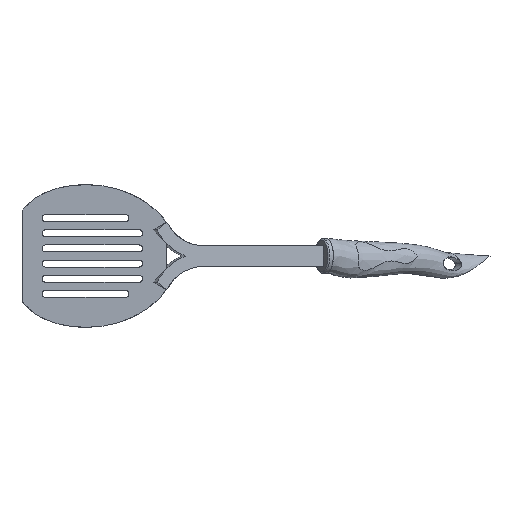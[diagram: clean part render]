
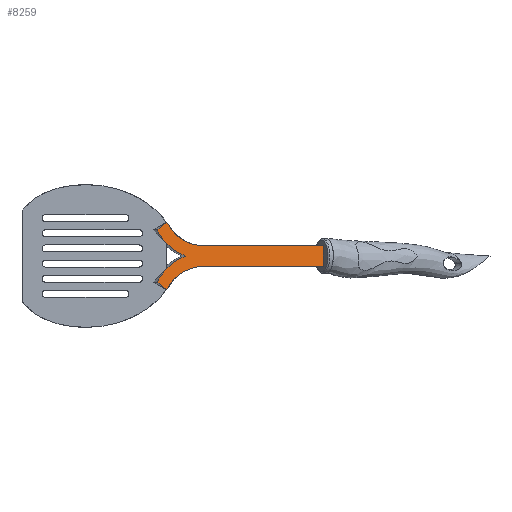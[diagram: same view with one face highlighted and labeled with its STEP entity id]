
A CAD part, front view. The second image highlights one B-rep face of the part: STEP entity #8259.
In plain terms, the highlighted planar face has unit normal (0.5, -0.866, 0).
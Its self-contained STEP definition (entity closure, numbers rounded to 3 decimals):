
#7 = EDGE_CURVE ( 'NONE', #9882, #10082, #8397, .T. ) ;
#281 = B_SPLINE_CURVE_WITH_KNOTS ( 'NONE', 3,
 ( #10791, #9899, #2080, #9832 ),
 .UNSPECIFIED., .F., .F.,
 ( 4, 4 ),
 ( 0., 1. ),
 .UNSPECIFIED. ) ;
#308 = VECTOR ( 'NONE', #4828, 1000. ) ;
#461 = CARTESIAN_POINT ( 'NONE',  ( 53.896, 0.806, -7.699 ) ) ;
#673 = VERTEX_POINT ( 'NONE', #3196 ) ;
#701 = CARTESIAN_POINT ( 'NONE',  ( 52.5, 0., -24.5 ) ) ;
#770 = VERTEX_POINT ( 'NONE', #6140 ) ;
#941 = CARTESIAN_POINT ( 'NONE',  ( 53.19, 0.398, 8.394 ) ) ;
#994 = VECTOR ( 'NONE', #9062, 1000. ) ;
#1081 = EDGE_CURVE ( 'NONE', #6135, #10570, #10623, .T. ) ;
#1300 = ORIENTED_EDGE ( 'NONE', *, *, #9751, .T. ) ;
#1386 = CARTESIAN_POINT ( 'NONE',  ( 45.297, -4.159, 18.949 ) ) ;
#1523 = CARTESIAN_POINT ( 'NONE',  ( 52.5, 0., -9.123 ) ) ;
#1689 = CARTESIAN_POINT ( 'NONE',  ( 184.263, 76.073, -7.5 ) ) ;
#1784 = CARTESIAN_POINT ( 'NONE',  ( 45.297, -4.159, -18.949 ) ) ;
#1837 = CARTESIAN_POINT ( 'NONE',  ( 184.263, 76.073, 7.5 ) ) ;
#1843 = B_SPLINE_CURVE_WITH_KNOTS ( 'NONE', 3,
 ( #10059, #11015, #8336, #2413, #7323, #461, #4204, #1523 ),
 .UNSPECIFIED., .F., .F.,
 ( 4, 2, 2, 4 ),
 ( 0., 0.25, 0.5, 0.604 ),
 .UNSPECIFIED. ) ;
#1958 = CARTESIAN_POINT ( 'NONE',  ( 63.898, 6.581, 0.762 ) ) ;
#2080 = CARTESIAN_POINT ( 'NONE',  ( 69.125, 9.598, 7.5 ) ) ;
#2084 = DIRECTION ( 'NONE',  ( 0., 0., 1. ) ) ;
#2165 = CARTESIAN_POINT ( 'NONE',  ( 52.5, 0., -24.5 ) ) ;
#2191 = CARTESIAN_POINT ( 'NONE',  ( 45.297, -4.159, 18.949 ) ) ;
#2295 = DIRECTION ( 'NONE',  ( -0.866, -0.5, 0. ) ) ;
#2413 = CARTESIAN_POINT ( 'NONE',  ( 58.175, 3.277, -4.067 ) ) ;
#2527 = CARTESIAN_POINT ( 'NONE',  ( 59.875, 4.258, -11.74 ) ) ;
#2572 = CARTESIAN_POINT ( 'NONE',  ( 51.528, -0.561, 10.151 ) ) ;
#3180 = LINE ( 'NONE', #8101, #10736 ) ;
#3189 = EDGE_CURVE ( 'NONE', #10570, #9882, #3180, .T. ) ;
#3196 = CARTESIAN_POINT ( 'NONE',  ( 52.5, 0., 9.123 ) ) ;
#3224 = CARTESIAN_POINT ( 'NONE',  ( 54.616, 1.222, -7.039 ) ) ;
#3260 = LINE ( 'NONE', #10075, #994 ) ;
#3348 = VECTOR ( 'NONE', #5071, 1000. ) ;
#3665 = CARTESIAN_POINT ( 'NONE',  ( 80.34, 16.073, -7.5 ) ) ;
#3732 = PLANE ( 'NONE',  #4717 ) ;
#3756 = CARTESIAN_POINT ( 'NONE',  ( 184.263, 76.073, 0. ) ) ;
#3813 = LINE ( 'NONE', #2165, #308 ) ;
#3982 = CARTESIAN_POINT ( 'NONE',  ( 52.5, 0., -24.5 ) ) ;
#4083 = EDGE_LOOP ( 'NONE', ( #5017, #12408, #10749, #12440, #4724, #1300, #5169, #10962, #8729, #9784, #6893 ) ) ;
#4204 = CARTESIAN_POINT ( 'NONE',  ( 53.19, 0.398, -8.394 ) ) ;
#4284 = EDGE_CURVE ( 'NONE', #11458, #6135, #3260, .T. ) ;
#4717 = AXIS2_PLACEMENT_3D ( 'NONE', #3224, #10863, #2084 ) ;
#4724 = ORIENTED_EDGE ( 'NONE', *, *, #6002, .T. ) ;
#4747 = CARTESIAN_POINT ( 'NONE',  ( 52.5, 0., 9.123 ) ) ;
#4796 = B_SPLINE_CURVE_WITH_KNOTS ( 'NONE', 3,
 ( #11638, #11512, #11570, #6871, #10495, #1784 ),
 .UNSPECIFIED., .F., .F.,
 ( 4, 2, 4 ),
 ( 0.604, 0.75, 1. ),
 .UNSPECIFIED. ) ;
#4828 = DIRECTION ( 'NONE',  ( -0.72, -0.416, 0.555 ) ) ;
#4965 = CARTESIAN_POINT ( 'NONE',  ( 80.34, 16.073, 7.5 ) ) ;
#5017 = ORIENTED_EDGE ( 'NONE', *, *, #10117, .F. ) ;
#5025 = VERTEX_POINT ( 'NONE', #2191 ) ;
#5071 = DIRECTION ( 'NONE',  ( 0.72, 0.416, 0.555 ) ) ;
#5169 = ORIENTED_EDGE ( 'NONE', *, *, #11464, .F. ) ;
#5616 = DIRECTION ( 'NONE',  ( 0., 0., -1. ) ) ;
#6002 = EDGE_CURVE ( 'NONE', #11950, #12588, #1843, .T. ) ;
#6014 = CARTESIAN_POINT ( 'NONE',  ( 52.5, 0., -9.123 ) ) ;
#6135 = VERTEX_POINT ( 'NONE', #1837 ) ;
#6140 = CARTESIAN_POINT ( 'NONE',  ( 52.5, 0., 24.5 ) ) ;
#6283 = CARTESIAN_POINT ( 'NONE',  ( 52.5, 0., 9.123 ) ) ;
#6793 = VECTOR ( 'NONE', #5616, 1000. ) ;
#6800 = CARTESIAN_POINT ( 'NONE',  ( 56.352, 2.224, 5.45 ) ) ;
#6863 = CARTESIAN_POINT ( 'NONE',  ( 65.88, 7.725, 0. ) ) ;
#6871 = CARTESIAN_POINT ( 'NONE',  ( 48.126, -2.525, -14.397 ) ) ;
#6893 = ORIENTED_EDGE ( 'NONE', *, *, #4284, .F. ) ;
#6921 = CARTESIAN_POINT ( 'NONE',  ( 45.297, -4.159, 18.949 ) ) ;
#7323 = CARTESIAN_POINT ( 'NONE',  ( 56.352, 2.224, -5.45 ) ) ;
#7367 = CARTESIAN_POINT ( 'NONE',  ( 50.588, -1.104, 11.247 ) ) ;
#7447 = CARTESIAN_POINT ( 'NONE',  ( 65.88, 7.725, 0. ) ) ;
#7887 = LINE ( 'NONE', #6921, #3348 ) ;
#8101 = CARTESIAN_POINT ( 'NONE',  ( 184.263, 76.073, -7.5 ) ) ;
#8186 = VERTEX_POINT ( 'NONE', #9530 ) ;
#8246 = EDGE_CURVE ( 'NONE', #673, #11950, #11173, .T. ) ;
#8259 = ADVANCED_FACE ( 'NONE', ( #9472 ), #3732, .F. ) ;
#8336 = CARTESIAN_POINT ( 'NONE',  ( 61.949, 5.455, -1.723 ) ) ;
#8397 = B_SPLINE_CURVE_WITH_KNOTS ( 'NONE', 3,
 ( #3665, #10420, #2527, #701 ),
 .UNSPECIFIED., .F., .F.,
 ( 4, 4 ),
 ( 0., 1. ),
 .UNSPECIFIED. ) ;
#8729 = ORIENTED_EDGE ( 'NONE', *, *, #3189, .F. ) ;
#9062 = DIRECTION ( 'NONE',  ( 0.866, 0.5, 0. ) ) ;
#9200 = CARTESIAN_POINT ( 'NONE',  ( 48.126, -2.525, 14.397 ) ) ;
#9316 = CARTESIAN_POINT ( 'NONE',  ( 46.667, -3.368, 16.577 ) ) ;
#9357 = B_SPLINE_CURVE_WITH_KNOTS ( 'NONE', 3,
 ( #1386, #9316, #9200, #7367, #2572, #6283 ),
 .UNSPECIFIED., .F., .F.,
 ( 4, 2, 4 ),
 ( 0., 0.25, 0.396 ),
 .UNSPECIFIED. ) ;
#9472 = FACE_OUTER_BOUND ( 'NONE', #4083, .T. ) ;
#9530 = CARTESIAN_POINT ( 'NONE',  ( 45.297, -4.159, -18.949 ) ) ;
#9751 = EDGE_CURVE ( 'NONE', #12588, #8186, #4796, .T. ) ;
#9784 = ORIENTED_EDGE ( 'NONE', *, *, #1081, .F. ) ;
#9832 = CARTESIAN_POINT ( 'NONE',  ( 80.34, 16.073, 7.5 ) ) ;
#9882 = VERTEX_POINT ( 'NONE', #11439 ) ;
#9899 = CARTESIAN_POINT ( 'NONE',  ( 59.875, 4.258, 11.74 ) ) ;
#10059 = CARTESIAN_POINT ( 'NONE',  ( 65.88, 7.725, 0. ) ) ;
#10075 = CARTESIAN_POINT ( 'NONE',  ( 184.263, 76.073, 7.5 ) ) ;
#10082 = VERTEX_POINT ( 'NONE', #3982 ) ;
#10100 = EDGE_CURVE ( 'NONE', #5025, #770, #7887, .T. ) ;
#10117 = EDGE_CURVE ( 'NONE', #770, #11458, #281, .T. ) ;
#10194 = EDGE_CURVE ( 'NONE', #5025, #673, #9357, .T. ) ;
#10420 = CARTESIAN_POINT ( 'NONE',  ( 69.125, 9.598, -7.5 ) ) ;
#10495 = CARTESIAN_POINT ( 'NONE',  ( 46.667, -3.368, -16.577 ) ) ;
#10570 = VERTEX_POINT ( 'NONE', #1689 ) ;
#10623 = LINE ( 'NONE', #3756, #6793 ) ;
#10669 = CARTESIAN_POINT ( 'NONE',  ( 61.949, 5.455, 1.723 ) ) ;
#10736 = VECTOR ( 'NONE', #2295, 1000. ) ;
#10749 = ORIENTED_EDGE ( 'NONE', *, *, #10194, .T. ) ;
#10791 = CARTESIAN_POINT ( 'NONE',  ( 52.5, 0., 24.5 ) ) ;
#10863 = DIRECTION ( 'NONE',  ( -0.5, 0.866, 0. ) ) ;
#10962 = ORIENTED_EDGE ( 'NONE', *, *, #7, .F. ) ;
#11015 = CARTESIAN_POINT ( 'NONE',  ( 63.898, 6.581, -0.762 ) ) ;
#11173 = B_SPLINE_CURVE_WITH_KNOTS ( 'NONE', 3,
 ( #4747, #941, #11502, #6800, #12529, #10669, #1958, #6863 ),
 .UNSPECIFIED., .F., .F.,
 ( 4, 2, 2, 4 ),
 ( 0.396, 0.5, 0.75, 1. ),
 .UNSPECIFIED. ) ;
#11439 = CARTESIAN_POINT ( 'NONE',  ( 80.34, 16.073, -7.5 ) ) ;
#11458 = VERTEX_POINT ( 'NONE', #4965 ) ;
#11464 = EDGE_CURVE ( 'NONE', #10082, #8186, #3813, .T. ) ;
#11502 = CARTESIAN_POINT ( 'NONE',  ( 53.896, 0.806, 7.699 ) ) ;
#11512 = CARTESIAN_POINT ( 'NONE',  ( 51.528, -0.561, -10.151 ) ) ;
#11570 = CARTESIAN_POINT ( 'NONE',  ( 50.588, -1.104, -11.247 ) ) ;
#11638 = CARTESIAN_POINT ( 'NONE',  ( 52.5, 0., -9.123 ) ) ;
#11950 = VERTEX_POINT ( 'NONE', #7447 ) ;
#12408 = ORIENTED_EDGE ( 'NONE', *, *, #10100, .F. ) ;
#12440 = ORIENTED_EDGE ( 'NONE', *, *, #8246, .T. ) ;
#12529 = CARTESIAN_POINT ( 'NONE',  ( 58.175, 3.277, 4.067 ) ) ;
#12588 = VERTEX_POINT ( 'NONE', #6014 ) ;
